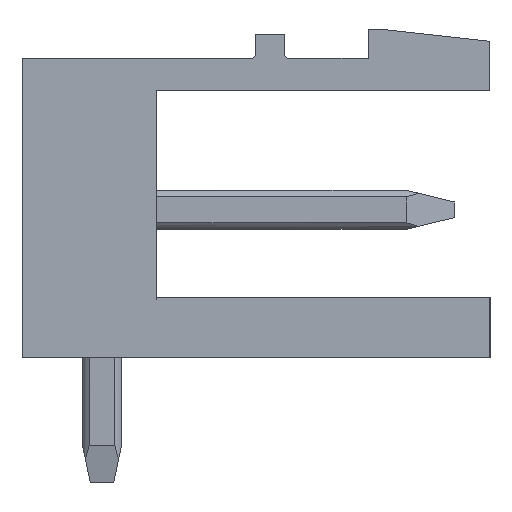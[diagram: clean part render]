
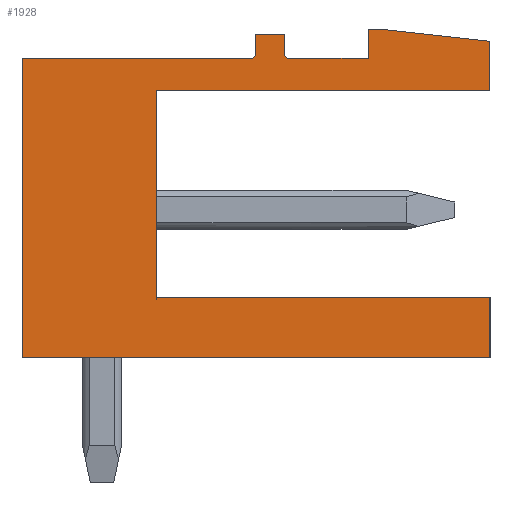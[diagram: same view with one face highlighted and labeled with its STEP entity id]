
A CAD part, left-side view. The second image highlights one B-rep face of the part: STEP entity #1928.
In plain terms, the highlighted planar face has unit normal (-1, 0, 0).
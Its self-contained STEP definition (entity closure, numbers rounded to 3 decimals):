
#444=AXIS2_PLACEMENT_3D('Circle Axis2P3D',#442,#443,$) ;
#575=AXIS2_PLACEMENT_3D('Circle Axis2P3D',#573,#574,$) ;
#1869=AXIS2_PLACEMENT_3D('Plane Axis2P3D',#1866,#1867,#1868) ;
#49=CARTESIAN_POINT('Vertex',(0.,2.8,11.63)) ;
#52=CARTESIAN_POINT('Line Origine',(0.,1.4,11.475)) ;
#56=CARTESIAN_POINT('Vertex',(0.,0.,11.32)) ;
#87=CARTESIAN_POINT('Vertex',(0.,3.12,11.63)) ;
#90=CARTESIAN_POINT('Line Origine',(0.,2.96,11.63)) ;
#370=CARTESIAN_POINT('Vertex',(0.,3.12,10.88)) ;
#373=CARTESIAN_POINT('Line Origine',(0.,3.12,11.255)) ;
#439=CARTESIAN_POINT('Vertex',(0.,5.27,10.98)) ;
#442=CARTESIAN_POINT('Axis2P3D Location',(0.,5.17,10.98)) ;
#446=CARTESIAN_POINT('Vertex',(0.,5.17,10.88)) ;
#477=CARTESIAN_POINT('Vertex',(0.,5.27,11.5)) ;
#480=CARTESIAN_POINT('Line Origine',(0.,5.27,11.24)) ;
#508=CARTESIAN_POINT('Vertex',(0.,6.02,11.5)) ;
#511=CARTESIAN_POINT('Line Origine',(0.,5.645,11.5)) ;
#539=CARTESIAN_POINT('Vertex',(0.,6.02,10.98)) ;
#542=CARTESIAN_POINT('Line Origine',(0.,6.02,11.24)) ;
#570=CARTESIAN_POINT('Vertex',(0.,6.12,10.88)) ;
#573=CARTESIAN_POINT('Axis2P3D Location',(0.,6.12,10.98)) ;
#601=CARTESIAN_POINT('Vertex',(0.,12.,10.88)) ;
#604=CARTESIAN_POINT('Line Origine',(0.,9.06,10.88)) ;
#632=CARTESIAN_POINT('Vertex',(0.,12.,3.2)) ;
#635=CARTESIAN_POINT('Line Origine',(0.,12.,7.04)) ;
#663=CARTESIAN_POINT('Vertex',(0.,0.,3.2)) ;
#666=CARTESIAN_POINT('Line Origine',(0.,6.,3.2)) ;
#1866=CARTESIAN_POINT('Axis2P3D Location',(0.,0.,0.)) ;
#1871=CARTESIAN_POINT('Line Origine',(0.,8.55,7.4)) ;
#1875=CARTESIAN_POINT('Vertex',(0.,8.55,4.74)) ;
#1877=CARTESIAN_POINT('Vertex',(0.,8.55,10.06)) ;
#1880=CARTESIAN_POINT('Line Origine',(0.,4.275,10.06)) ;
#1884=CARTESIAN_POINT('Vertex',(0.,0.,10.06)) ;
#1887=CARTESIAN_POINT('Line Origine',(0.,0.,10.69)) ;
#1892=CARTESIAN_POINT('Line Origine',(0.,4.145,10.88)) ;
#1897=CARTESIAN_POINT('Line Origine',(0.,0.,3.97)) ;
#1901=CARTESIAN_POINT('Vertex',(0.,0.,4.74)) ;
#1904=CARTESIAN_POINT('Line Origine',(0.,4.275,4.74)) ;
#53=DIRECTION('Vector Direction',(0.,0.994,0.11)) ;
#91=DIRECTION('Vector Direction',(0.,-1.,0.)) ;
#374=DIRECTION('Vector Direction',(0.,0.,-1.)) ;
#443=DIRECTION('Axis2P3D Direction',(-1.,0.,0.)) ;
#481=DIRECTION('Vector Direction',(0.,0.,-1.)) ;
#512=DIRECTION('Vector Direction',(0.,1.,0.)) ;
#543=DIRECTION('Vector Direction',(0.,0.,-1.)) ;
#574=DIRECTION('Axis2P3D Direction',(-1.,0.,0.)) ;
#605=DIRECTION('Vector Direction',(0.,1.,0.)) ;
#636=DIRECTION('Vector Direction',(0.,0.,-1.)) ;
#667=DIRECTION('Vector Direction',(0.,1.,0.)) ;
#1867=DIRECTION('Axis2P3D Direction',(-1.,0.,0.)) ;
#1868=DIRECTION('Axis2P3D XDirection',(0.,-1.,0.)) ;
#1872=DIRECTION('Vector Direction',(0.,0.,-1.)) ;
#1881=DIRECTION('Vector Direction',(0.,1.,0.)) ;
#1888=DIRECTION('Vector Direction',(0.,0.,1.)) ;
#1893=DIRECTION('Vector Direction',(0.,1.,0.)) ;
#1898=DIRECTION('Vector Direction',(0.,0.,-1.)) ;
#1905=DIRECTION('Vector Direction',(0.,-1.,0.)) ;
#54=VECTOR('Line Direction',#53,1.) ;
#92=VECTOR('Line Direction',#91,1.) ;
#375=VECTOR('Line Direction',#374,1.) ;
#482=VECTOR('Line Direction',#481,1.) ;
#513=VECTOR('Line Direction',#512,1.) ;
#544=VECTOR('Line Direction',#543,1.) ;
#606=VECTOR('Line Direction',#605,1.) ;
#637=VECTOR('Line Direction',#636,1.) ;
#668=VECTOR('Line Direction',#667,1.) ;
#1873=VECTOR('Line Direction',#1872,1.) ;
#1882=VECTOR('Line Direction',#1881,1.) ;
#1889=VECTOR('Line Direction',#1888,1.) ;
#1894=VECTOR('Line Direction',#1893,1.) ;
#1899=VECTOR('Line Direction',#1898,1.) ;
#1906=VECTOR('Line Direction',#1905,1.) ;
#1910=ORIENTED_EDGE('',*,*,#1879,.T.) ;
#1911=ORIENTED_EDGE('',*,*,#1886,.T.) ;
#1912=ORIENTED_EDGE('',*,*,#1891,.T.) ;
#1913=ORIENTED_EDGE('',*,*,#58,.T.) ;
#1914=ORIENTED_EDGE('',*,*,#94,.T.) ;
#1915=ORIENTED_EDGE('',*,*,#377,.T.) ;
#1916=ORIENTED_EDGE('',*,*,#1896,.T.) ;
#1917=ORIENTED_EDGE('',*,*,#448,.T.) ;
#1918=ORIENTED_EDGE('',*,*,#484,.T.) ;
#1919=ORIENTED_EDGE('',*,*,#515,.T.) ;
#1920=ORIENTED_EDGE('',*,*,#546,.T.) ;
#1921=ORIENTED_EDGE('',*,*,#577,.T.) ;
#1922=ORIENTED_EDGE('',*,*,#608,.T.) ;
#1923=ORIENTED_EDGE('',*,*,#639,.T.) ;
#1924=ORIENTED_EDGE('',*,*,#670,.T.) ;
#1925=ORIENTED_EDGE('',*,*,#1903,.T.) ;
#1926=ORIENTED_EDGE('',*,*,#1908,.T.) ;
#1928=ADVANCED_FACE('Housing',(#1927),#1870,.T.) ;
#445=CIRCLE('generated circle',#444,0.1) ;
#576=CIRCLE('generated circle',#575,0.1) ;
#58=EDGE_CURVE('',#57,#50,#55,.T.) ;
#94=EDGE_CURVE('',#50,#88,#93,.F.) ;
#377=EDGE_CURVE('',#88,#371,#376,.T.) ;
#448=EDGE_CURVE('',#447,#440,#445,.F.) ;
#484=EDGE_CURVE('',#440,#478,#483,.F.) ;
#515=EDGE_CURVE('',#478,#509,#514,.T.) ;
#546=EDGE_CURVE('',#509,#540,#545,.T.) ;
#577=EDGE_CURVE('',#540,#571,#576,.F.) ;
#608=EDGE_CURVE('',#571,#602,#607,.T.) ;
#639=EDGE_CURVE('',#602,#633,#638,.T.) ;
#670=EDGE_CURVE('',#633,#664,#669,.F.) ;
#1879=EDGE_CURVE('',#1876,#1878,#1874,.F.) ;
#1886=EDGE_CURVE('',#1878,#1885,#1883,.F.) ;
#1891=EDGE_CURVE('',#1885,#57,#1890,.T.) ;
#1896=EDGE_CURVE('',#371,#447,#1895,.T.) ;
#1903=EDGE_CURVE('',#664,#1902,#1900,.F.) ;
#1908=EDGE_CURVE('',#1902,#1876,#1907,.F.) ;
#1909=EDGE_LOOP('',(#1910,#1911,#1912,#1913,#1914,#1915,#1916,#1917,#1918,#1919,#1920,#1921,#1922,#1923,#1924,#1925,#1926)) ;
#1927=FACE_OUTER_BOUND('',#1909,.T.) ;
#55=LINE('Line',#52,#54) ;
#93=LINE('Line',#90,#92) ;
#376=LINE('Line',#373,#375) ;
#483=LINE('Line',#480,#482) ;
#514=LINE('Line',#511,#513) ;
#545=LINE('Line',#542,#544) ;
#607=LINE('Line',#604,#606) ;
#638=LINE('Line',#635,#637) ;
#669=LINE('Line',#666,#668) ;
#1874=LINE('Line',#1871,#1873) ;
#1883=LINE('Line',#1880,#1882) ;
#1890=LINE('Line',#1887,#1889) ;
#1895=LINE('Line',#1892,#1894) ;
#1900=LINE('Line',#1897,#1899) ;
#1907=LINE('Line',#1904,#1906) ;
#1870=PLANE('',#1869) ;
#50=VERTEX_POINT('',#49) ;
#57=VERTEX_POINT('',#56) ;
#88=VERTEX_POINT('',#87) ;
#371=VERTEX_POINT('',#370) ;
#440=VERTEX_POINT('',#439) ;
#447=VERTEX_POINT('',#446) ;
#478=VERTEX_POINT('',#477) ;
#509=VERTEX_POINT('',#508) ;
#540=VERTEX_POINT('',#539) ;
#571=VERTEX_POINT('',#570) ;
#602=VERTEX_POINT('',#601) ;
#633=VERTEX_POINT('',#632) ;
#664=VERTEX_POINT('',#663) ;
#1876=VERTEX_POINT('',#1875) ;
#1878=VERTEX_POINT('',#1877) ;
#1885=VERTEX_POINT('',#1884) ;
#1902=VERTEX_POINT('',#1901) ;
